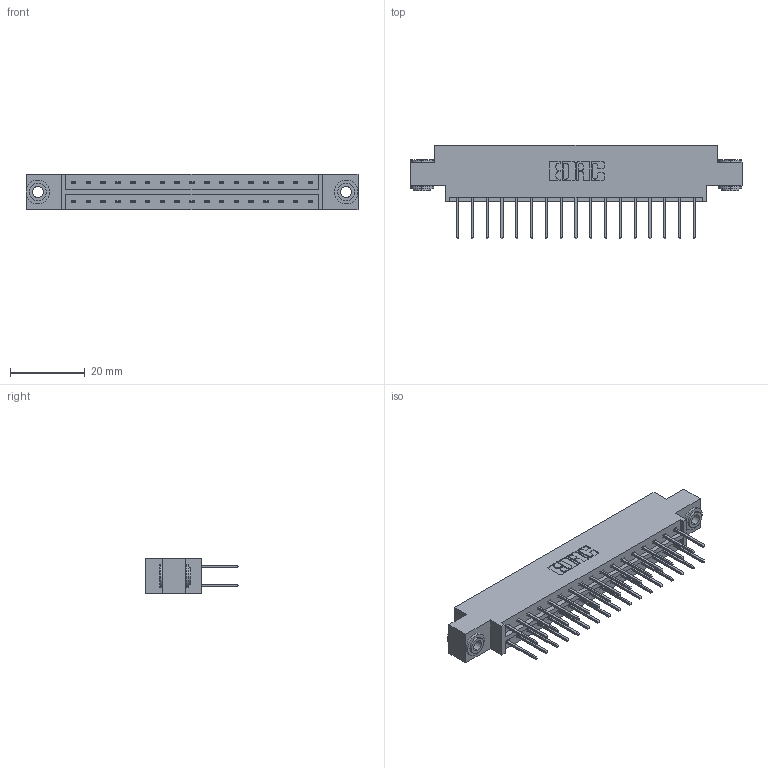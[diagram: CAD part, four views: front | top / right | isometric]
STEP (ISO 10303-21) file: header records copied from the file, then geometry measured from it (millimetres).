
FILE_DESCRIPTION (( 'STEP AP203' ), '1' );
FILE_NAME ('833-034-523-803.STEP', '2020-06-02T21:50:10', ( '' ), ( '' ), 'SwSTEP 2.0', 'SolidWorks 2020', '' );
FILE_SCHEMA (( 'CONFIG_CONTROL_DESIGN' ));
Length unit declared in the file: inch
Products named in the file (4): 833 Part_Offset - .156 Dia - TH; 833-034-523-803; 345-292-001_345-293-123; 345-250-002_345-250-002-102
Assembly tree (37 placements, depth 2):
  833-034-523-803
    833 Part_Offset - .156 Dia - TH
    345-292-001_345-293-123  x34
    345-250-002_345-250-002-102  x2
Bounding box: 88.9 x 25.15 x 9.4 mm (x, y, z)
Volume: 8703.7 mm3; surface area: 10792.8 mm2
Topology: 37 solids, 37 shells, 1924 faces, 5669 edges, 3730 vertices
Faces by surface type: plane 1308, cylinder 608, cone 8
Entity records: 14970 total; most frequent: CARTESIAN_POINT 2489, ORIENTED_EDGE 2418, DIRECTION 2203, EDGE_CURVE 1209, LINE 1057, VECTOR 1057, VERTEX_POINT 802, AXIS2_PLACEMENT_3D 573
